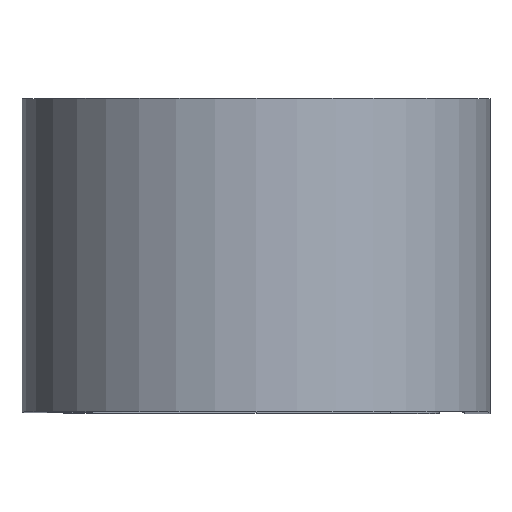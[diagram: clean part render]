
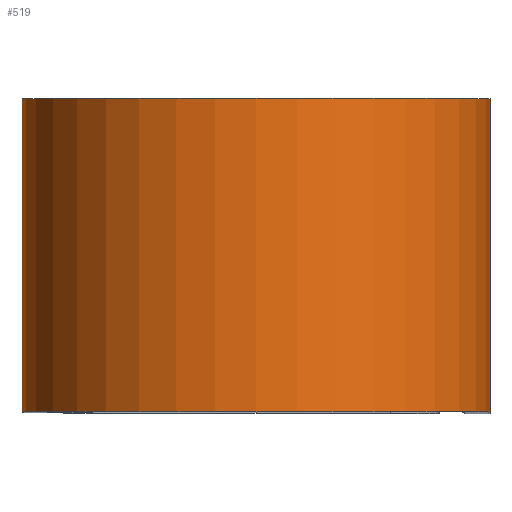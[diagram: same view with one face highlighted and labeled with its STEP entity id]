
A CAD part, top view. The second image highlights one B-rep face of the part: STEP entity #519.
In plain terms, the highlighted cylindrical face has radius 14.224 mm (diameter 28.448 mm), a partial arc.
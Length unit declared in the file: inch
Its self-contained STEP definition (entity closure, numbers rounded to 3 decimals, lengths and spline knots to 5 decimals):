
#5 = CIRCLE ( 'NONE', #765, 0.56 ) ;
#13 = EDGE_CURVE ( 'NONE', #295, #257, #178, .T. ) ;
#15 = CARTESIAN_POINT ( 'NONE',  ( 0.56, 0.375, 1. ) ) ;
#70 = AXIS2_PLACEMENT_3D ( 'NONE', #829, #729, #724 ) ;
#116 = FACE_OUTER_BOUND ( 'NONE', #555, .T. ) ;
#118 = CARTESIAN_POINT ( 'NONE',  ( 0., 0.375, 1. ) ) ;
#123 = EDGE_CURVE ( 'NONE', #477, #257, #125, .T. ) ;
#125 = CIRCLE ( 'NONE', #70, 0.56 ) ;
#133 = VECTOR ( 'NONE', #653, 39.37008 ) ;
#163 = VECTOR ( 'NONE', #327, 39.37008 ) ;
#178 = LINE ( 'NONE', #15, #163 ) ;
#183 = CARTESIAN_POINT ( 'NONE',  ( -0.56, 0.375, 1. ) ) ;
#240 = ORIENTED_EDGE ( 'NONE', *, *, #13, .F. ) ;
#252 = CARTESIAN_POINT ( 'NONE',  ( -0.56, 0.375, 1. ) ) ;
#257 = VERTEX_POINT ( 'NONE', #848 ) ;
#260 = CYLINDRICAL_SURFACE ( 'NONE', #778, 0.56 ) ;
#295 = VERTEX_POINT ( 'NONE', #418 ) ;
#327 = DIRECTION ( 'NONE',  ( 0., -1., 0. ) ) ;
#370 = ORIENTED_EDGE ( 'NONE', *, *, #123, .T. ) ;
#394 = ORIENTED_EDGE ( 'NONE', *, *, #674, .T. ) ;
#418 = CARTESIAN_POINT ( 'NONE',  ( 0.56, 0.375, 1. ) ) ;
#442 = CARTESIAN_POINT ( 'NONE',  ( 0., 0.375, 1. ) ) ;
#477 = VERTEX_POINT ( 'NONE', #518 ) ;
#518 = CARTESIAN_POINT ( 'NONE',  ( -0.56, -0.375, 1. ) ) ;
#519 = ADVANCED_FACE ( 'NONE', ( #116 ), #260, .T. ) ;
#529 = ORIENTED_EDGE ( 'NONE', *, *, #788, .F. ) ;
#532 = DIRECTION ( 'NONE',  ( 1., 0., 0. ) ) ;
#555 = EDGE_LOOP ( 'NONE', ( #370, #240, #529, #394 ) ) ;
#607 = VERTEX_POINT ( 'NONE', #252 ) ;
#653 = DIRECTION ( 'NONE',  ( 0., -1., 0. ) ) ;
#674 = EDGE_CURVE ( 'NONE', #607, #477, #826, .T. ) ;
#724 = DIRECTION ( 'NONE',  ( 1., 0., 0. ) ) ;
#729 = DIRECTION ( 'NONE',  ( 0., 1., 0. ) ) ;
#741 = DIRECTION ( 'NONE',  ( 0., -1., 0. ) ) ;
#765 = AXIS2_PLACEMENT_3D ( 'NONE', #442, #855, #532 ) ;
#778 = AXIS2_PLACEMENT_3D ( 'NONE', #118, #741, #831 ) ;
#788 = EDGE_CURVE ( 'NONE', #607, #295, #5, .T. ) ;
#826 = LINE ( 'NONE', #183, #133 ) ;
#829 = CARTESIAN_POINT ( 'NONE',  ( 0., -0.375, 1. ) ) ;
#831 = DIRECTION ( 'NONE',  ( 0., 0., -1. ) ) ;
#848 = CARTESIAN_POINT ( 'NONE',  ( 0.56, -0.375, 1. ) ) ;
#855 = DIRECTION ( 'NONE',  ( 0., 1., 0. ) ) ;
